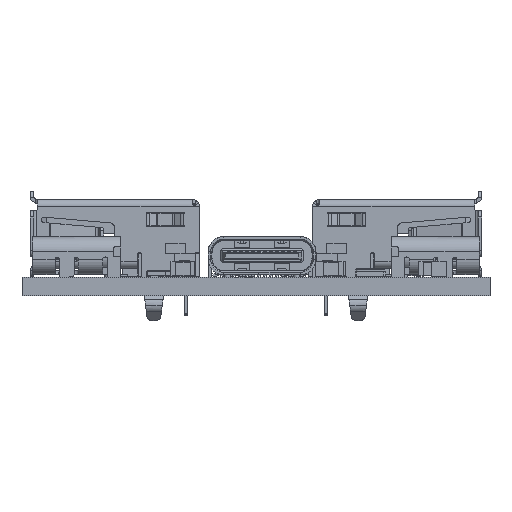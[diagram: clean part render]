
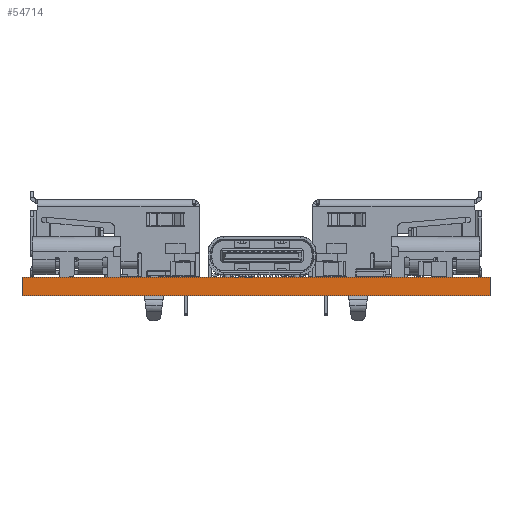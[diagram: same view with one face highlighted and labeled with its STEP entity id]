
A CAD part, front view. The second image highlights one B-rep face of the part: STEP entity #54714.
In plain terms, the highlighted planar face has unit normal (0, -1, 0).
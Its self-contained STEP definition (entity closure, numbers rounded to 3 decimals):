
#54714 = ADVANCED_FACE('',(#54715),#54749,.T.);
#54715 = FACE_BOUND('',#54716,.T.);
#54716 = EDGE_LOOP('',(#54717,#54727,#54735,#54743));
#54717 = ORIENTED_EDGE('',*,*,#54718,.T.);
#54718 = EDGE_CURVE('',#54719,#54721,#54723,.T.);
#54719 = VERTEX_POINT('',#54720);
#54720 = CARTESIAN_POINT('',(60.5,-136.,0.));
#54721 = VERTEX_POINT('',#54722);
#54722 = CARTESIAN_POINT('',(60.5,-136.,1.51));
#54723 = LINE('',#54724,#54725);
#54724 = CARTESIAN_POINT('',(60.5,-136.,0.));
#54725 = VECTOR('',#54726,1.);
#54726 = DIRECTION('',(0.,0.,1.));
#54727 = ORIENTED_EDGE('',*,*,#54728,.T.);
#54728 = EDGE_CURVE('',#54721,#54729,#54731,.T.);
#54729 = VERTEX_POINT('',#54730);
#54730 = CARTESIAN_POINT('',(21.5,-136.,1.51));
#54731 = LINE('',#54732,#54733);
#54732 = CARTESIAN_POINT('',(60.5,-136.,1.51));
#54733 = VECTOR('',#54734,1.);
#54734 = DIRECTION('',(-1.,0.,0.));
#54735 = ORIENTED_EDGE('',*,*,#54736,.F.);
#54736 = EDGE_CURVE('',#54737,#54729,#54739,.T.);
#54737 = VERTEX_POINT('',#54738);
#54738 = CARTESIAN_POINT('',(21.5,-136.,0.));
#54739 = LINE('',#54740,#54741);
#54740 = CARTESIAN_POINT('',(21.5,-136.,0.));
#54741 = VECTOR('',#54742,1.);
#54742 = DIRECTION('',(0.,0.,1.));
#54743 = ORIENTED_EDGE('',*,*,#54744,.F.);
#54744 = EDGE_CURVE('',#54719,#54737,#54745,.T.);
#54745 = LINE('',#54746,#54747);
#54746 = CARTESIAN_POINT('',(60.5,-136.,0.));
#54747 = VECTOR('',#54748,1.);
#54748 = DIRECTION('',(-1.,0.,0.));
#54749 = PLANE('',#54750);
#54750 = AXIS2_PLACEMENT_3D('',#54751,#54752,#54753);
#54751 = CARTESIAN_POINT('',(60.5,-136.,0.));
#54752 = DIRECTION('',(0.,-1.,0.));
#54753 = DIRECTION('',(-1.,0.,0.));
